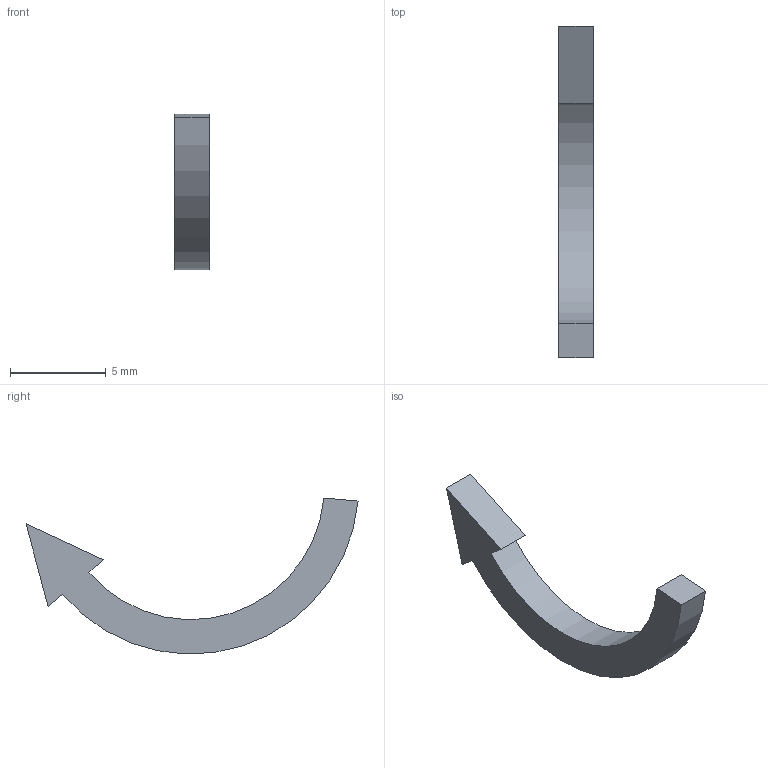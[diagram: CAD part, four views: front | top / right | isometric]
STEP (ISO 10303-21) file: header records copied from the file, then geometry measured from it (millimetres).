
FILE_DESCRIPTION(('STEP AP203'),'1');
FILE_NAME('Novetta Plus F.STP','2019-10-29T10:55:07',(' '),(' '),'Spatial InterOp 3D',' ',' ');
FILE_SCHEMA(('CONFIG_CONTROL_DESIGN'));
Length unit declared in the file: millimetre
Products named in the file (3): Novetta Plus F; ASSEM1
Assembly tree (2 placements, depth 2):
  Novetta Plus F
    ASSEM1
    (unnamed)
Bounding box: 1.79 x 17.38 x 8.16 mm (x, y, z)
Volume: 73.3 mm3; surface area: 179 mm2
Topology: 1 solids, 2 shells, 10 faces, 25 edges, 18 vertices
Faces by surface type: plane 8, cylinder 2
Entity records: 453 total; most frequent: CARTESIAN_POINT 56, DIRECTION 55, ORIENTED_EDGE 46, EDGE_CURVE 25, LINE 21, VECTOR 21, VERTEX_POINT 18, AXIS2_PLACEMENT_3D 17
